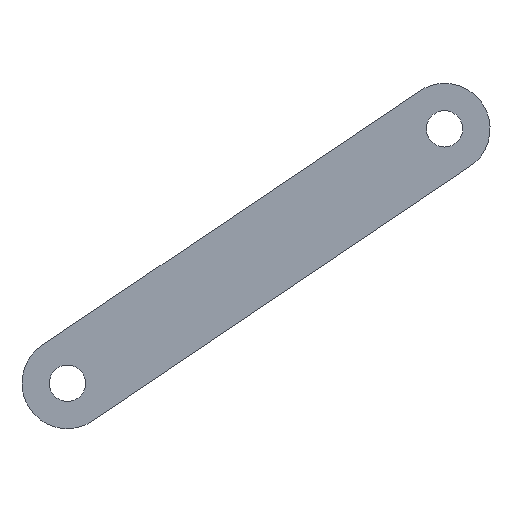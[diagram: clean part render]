
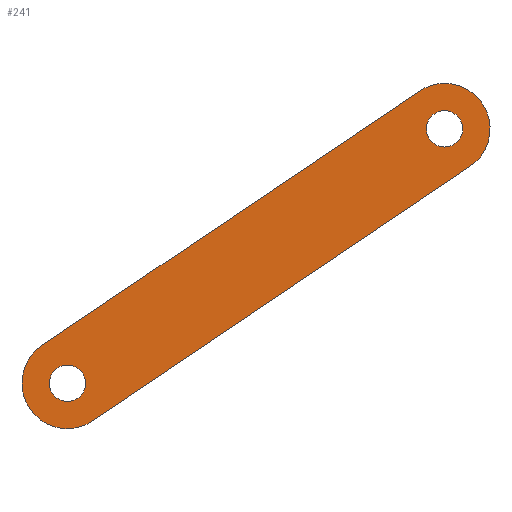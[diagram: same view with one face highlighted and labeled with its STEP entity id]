
A CAD part, left-side view. The second image highlights one B-rep face of the part: STEP entity #241.
In plain terms, the highlighted planar face has unit normal (-1, 0, 0).
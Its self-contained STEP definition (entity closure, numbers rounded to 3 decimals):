
#5 = CARTESIAN_POINT ( 'NONE',  ( 0., -41.455, -52.045 ) ) ;
#10 = CARTESIAN_POINT ( 'NONE',  ( 0., -41.455, -52.045 ) ) ;
#11 = AXIS2_PLACEMENT_3D ( 'NONE', #5, #274, #371 ) ;
#13 = CARTESIAN_POINT ( 'NONE',  ( 0., -44.251, -56.191 ) ) ;
#15 = VERTEX_POINT ( 'NONE', #311 ) ;
#19 = VERTEX_POINT ( 'NONE', #77 ) ;
#22 = VERTEX_POINT ( 'NONE', #144 ) ;
#23 = EDGE_CURVE ( 'NONE', #19, #22, #340, .T. ) ;
#26 = ORIENTED_EDGE ( 'NONE', *, *, #111, .T. ) ;
#27 = CIRCLE ( 'NONE', #103, 2. ) ;
#36 = ORIENTED_EDGE ( 'NONE', *, *, #23, .F. ) ;
#40 = CARTESIAN_POINT ( 'NONE',  ( 0., -41.455, -50.045 ) ) ;
#42 = CIRCLE ( 'NONE', #330, 5. ) ;
#45 = DIRECTION ( 'NONE',  ( 0., 0.829, -0.559 ) ) ;
#51 = DIRECTION ( 'NONE',  ( 0., 0., -1. ) ) ;
#55 = DIRECTION ( 'NONE',  ( 1., 0., 0. ) ) ;
#74 = CARTESIAN_POINT ( 'NONE',  ( 0., 0., -78. ) ) ;
#77 = CARTESIAN_POINT ( 'NONE',  ( 0., -44.251, -56.191 ) ) ;
#82 = DIRECTION ( 'NONE',  ( 0., 0., -1. ) ) ;
#85 = ORIENTED_EDGE ( 'NONE', *, *, #203, .F. ) ;
#86 = CARTESIAN_POINT ( 'NONE',  ( 0., -41.455, -52.045 ) ) ;
#90 = VERTEX_POINT ( 'NONE', #230 ) ;
#103 = AXIS2_PLACEMENT_3D ( 'NONE', #279, #117, #389 ) ;
#111 = EDGE_CURVE ( 'NONE', #15, #137, #312, .T. ) ;
#112 = CARTESIAN_POINT ( 'NONE',  ( 0., -41.455, -52.045 ) ) ;
#116 = VERTEX_POINT ( 'NONE', #323 ) ;
#117 = DIRECTION ( 'NONE',  ( 1., 0., 0. ) ) ;
#119 = FACE_OUTER_BOUND ( 'NONE', #348, .T. ) ;
#122 = EDGE_LOOP ( 'NONE', ( #248, #132 ) ) ;
#123 = LINE ( 'NONE', #383, #127 ) ;
#124 = DIRECTION ( 'NONE',  ( 0., -0.829, 0.559 ) ) ;
#127 = VECTOR ( 'NONE', #124, 1000. ) ;
#132 = ORIENTED_EDGE ( 'NONE', *, *, #300, .T. ) ;
#135 = AXIS2_PLACEMENT_3D ( 'NONE', #367, #206, #349 ) ;
#136 = DIRECTION ( 'NONE',  ( 1., 0., 0. ) ) ;
#137 = VERTEX_POINT ( 'NONE', #40 ) ;
#139 = CARTESIAN_POINT ( 'NONE',  ( 0., 0., -80. ) ) ;
#142 = DIRECTION ( 'NONE',  ( 0., 0., -1. ) ) ;
#144 = CARTESIAN_POINT ( 'NONE',  ( 0., -2.795, -84.146 ) ) ;
#148 = EDGE_LOOP ( 'NONE', ( #355, #26 ) ) ;
#162 = AXIS2_PLACEMENT_3D ( 'NONE', #10, #55, #376 ) ;
#167 = VERTEX_POINT ( 'NONE', #74 ) ;
#173 = PLANE ( 'NONE',  #162 ) ;
#181 = CARTESIAN_POINT ( 'NONE',  ( 0., -41.455, -52.045 ) ) ;
#194 = CIRCLE ( 'NONE', #135, 2. ) ;
#202 = ORIENTED_EDGE ( 'NONE', *, *, #332, .F. ) ;
#203 = EDGE_CURVE ( 'NONE', #90, #19, #42, .T. ) ;
#206 = DIRECTION ( 'NONE',  ( 1., 0., 0. ) ) ;
#211 = DIRECTION ( 'NONE',  ( 0., 0., -1. ) ) ;
#214 = AXIS2_PLACEMENT_3D ( 'NONE', #86, #216, #211 ) ;
#216 = DIRECTION ( 'NONE',  ( 1., 0., 0. ) ) ;
#218 = VERTEX_POINT ( 'NONE', #270 ) ;
#223 = EDGE_CURVE ( 'NONE', #167, #116, #194, .T. ) ;
#230 = CARTESIAN_POINT ( 'NONE',  ( 0., -41.455, -47.045 ) ) ;
#237 = DIRECTION ( 'NONE',  ( 1., 0., 0. ) ) ;
#241 = ADVANCED_FACE ( 'NONE', ( #119, #403, #400 ), #173, .F. ) ;
#242 = CARTESIAN_POINT ( 'NONE',  ( 0., 2.795, -75.854 ) ) ;
#248 = ORIENTED_EDGE ( 'NONE', *, *, #223, .T. ) ;
#261 = EDGE_CURVE ( 'NONE', #22, #265, #268, .T. ) ;
#263 = AXIS2_PLACEMENT_3D ( 'NONE', #112, #372, #82 ) ;
#265 = VERTEX_POINT ( 'NONE', #242 ) ;
#268 = CIRCLE ( 'NONE', #397, 5. ) ;
#269 = EDGE_CURVE ( 'NONE', #218, #90, #337, .T. ) ;
#270 = CARTESIAN_POINT ( 'NONE',  ( 0., -38.66, -47.9 ) ) ;
#274 = DIRECTION ( 'NONE',  ( 1., 0., 0. ) ) ;
#275 = EDGE_CURVE ( 'NONE', #137, #15, #286, .T. ) ;
#279 = CARTESIAN_POINT ( 'NONE',  ( 0., 0., -80. ) ) ;
#286 = CIRCLE ( 'NONE', #214, 2. ) ;
#300 = EDGE_CURVE ( 'NONE', #116, #167, #27, .T. ) ;
#311 = CARTESIAN_POINT ( 'NONE',  ( 0., -41.455, -54.045 ) ) ;
#312 = CIRCLE ( 'NONE', #11, 2. ) ;
#323 = CARTESIAN_POINT ( 'NONE',  ( 0., 0., -82. ) ) ;
#330 = AXIS2_PLACEMENT_3D ( 'NONE', #181, #237, #51 ) ;
#332 = EDGE_CURVE ( 'NONE', #265, #218, #123, .T. ) ;
#333 = ORIENTED_EDGE ( 'NONE', *, *, #269, .F. ) ;
#337 = CIRCLE ( 'NONE', #263, 5. ) ;
#340 = LINE ( 'NONE', #13, #380 ) ;
#348 = EDGE_LOOP ( 'NONE', ( #333, #202, #375, #36, #85 ) ) ;
#349 = DIRECTION ( 'NONE',  ( 0., 0., -1. ) ) ;
#355 = ORIENTED_EDGE ( 'NONE', *, *, #275, .T. ) ;
#367 = CARTESIAN_POINT ( 'NONE',  ( 0., 0., -80. ) ) ;
#371 = DIRECTION ( 'NONE',  ( 0., 0., -1. ) ) ;
#372 = DIRECTION ( 'NONE',  ( 1., 0., 0. ) ) ;
#375 = ORIENTED_EDGE ( 'NONE', *, *, #261, .F. ) ;
#376 = DIRECTION ( 'NONE',  ( 0., 0., -1. ) ) ;
#380 = VECTOR ( 'NONE', #45, 1000. ) ;
#383 = CARTESIAN_POINT ( 'NONE',  ( 0., -38.66, -47.9 ) ) ;
#389 = DIRECTION ( 'NONE',  ( 0., 0., -1. ) ) ;
#397 = AXIS2_PLACEMENT_3D ( 'NONE', #139, #136, #142 ) ;
#400 = FACE_BOUND ( 'NONE', #148, .T. ) ;
#403 = FACE_BOUND ( 'NONE', #122, .T. ) ;
